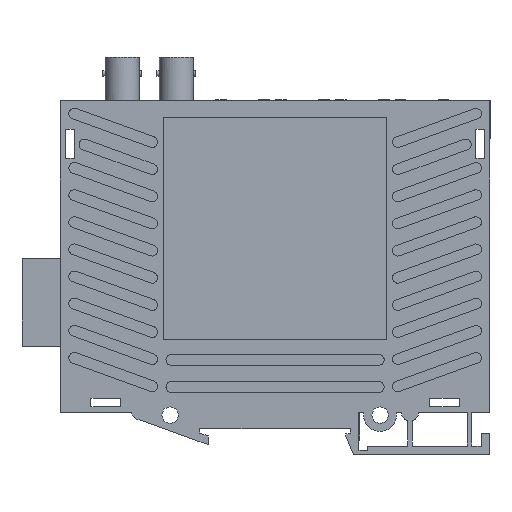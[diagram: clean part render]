
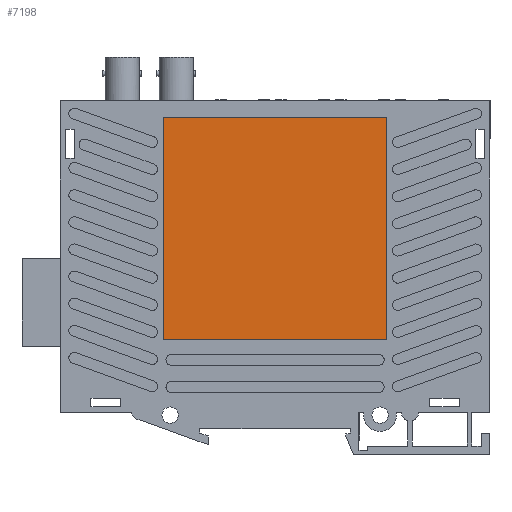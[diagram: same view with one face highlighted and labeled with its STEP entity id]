
A CAD part, left-side view. The second image highlights one B-rep face of the part: STEP entity #7198.
In plain terms, the highlighted planar face has unit normal (-1, 0, 0).
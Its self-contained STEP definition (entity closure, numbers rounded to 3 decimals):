
#4059 = EDGE_CURVE ( 'NONE', #10132, #10133, #18997, .T. ) ;
#4061 = EDGE_CURVE ( 'NONE', #10133, #10134, #18999, .T. ) ;
#4063 = EDGE_CURVE ( 'NONE', #10134, #10135, #19001, .T. ) ;
#4065 = EDGE_CURVE ( 'NONE', #10135, #10132, #19003, .T. ) ;
#4660 = ORIENTED_EDGE ( 'NONE', *, *, #4061, .F. ) ;
#4662 = ORIENTED_EDGE ( 'NONE', *, *, #4059, .F. ) ;
#4663 = ORIENTED_EDGE ( 'NONE', *, *, #4065, .F. ) ;
#4664 = ORIENTED_EDGE ( 'NONE', *, *, #4063, .F. ) ;
#7198 = ADVANCED_FACE ( 'NONE', ( #30806 ), #34400, .F. ) ;
#8462 = EDGE_LOOP ( 'NONE', ( #4662, #4663, #4664, #4660 ) ) ;
#10132 = VERTEX_POINT ( 'NONE', #39740 ) ;
#10133 = VERTEX_POINT ( 'NONE', #39741 ) ;
#10134 = VERTEX_POINT ( 'NONE', #39742 ) ;
#10135 = VERTEX_POINT ( 'NONE', #39743 ) ;
#17349 = VECTOR ( 'NONE', #20224, 1000. ) ;
#17351 = VECTOR ( 'NONE', #20228, 1000. ) ;
#17353 = VECTOR ( 'NONE', #20232, 1000. ) ;
#17355 = VECTOR ( 'NONE', #20236, 1000. ) ;
#18997 = LINE ( 'NONE', #20223, #17349 ) ;
#18999 = LINE ( 'NONE', #20227, #17351 ) ;
#19001 = LINE ( 'NONE', #20231, #17353 ) ;
#19003 = LINE ( 'NONE', #20235, #17355 ) ;
#20223 = CARTESIAN_POINT ( 'NONE',  ( -13., -23.313, 27.505 ) ) ;
#20224 = DIRECTION ( 'NONE',  ( 0., 0., -1. ) ) ;
#20227 = CARTESIAN_POINT ( 'NONE',  ( -13., -23.313, -24.565 ) ) ;
#20228 = DIRECTION ( 'NONE',  ( 0., 1., 0. ) ) ;
#20231 = CARTESIAN_POINT ( 'NONE',  ( -13., 29.011, -24.565 ) ) ;
#20232 = DIRECTION ( 'NONE',  ( 0., 0., 1. ) ) ;
#20235 = CARTESIAN_POINT ( 'NONE',  ( -13., 29.011, 27.505 ) ) ;
#20236 = DIRECTION ( 'NONE',  ( 0., -1., 0. ) ) ;
#26718 = AXIS2_PLACEMENT_3D ( 'NONE', #34401, #34402, #34403 ) ;
#30806 = FACE_OUTER_BOUND ( 'NONE', #8462, .T. ) ;
#34400 = PLANE ( 'NONE',  #26718 ) ;
#34401 = CARTESIAN_POINT ( 'NONE',  ( -13., -23.313, -24.565 ) ) ;
#34402 = DIRECTION ( 'NONE',  ( 1., 0., 0. ) ) ;
#34403 = DIRECTION ( 'NONE',  ( 0., 0., -1. ) ) ;
#39740 = CARTESIAN_POINT ( 'NONE',  ( -13., -23.313, 27.505 ) ) ;
#39741 = CARTESIAN_POINT ( 'NONE',  ( -13., -23.313, -24.565 ) ) ;
#39742 = CARTESIAN_POINT ( 'NONE',  ( -13., 29.011, -24.565 ) ) ;
#39743 = CARTESIAN_POINT ( 'NONE',  ( -13., 29.011, 27.505 ) ) ;
